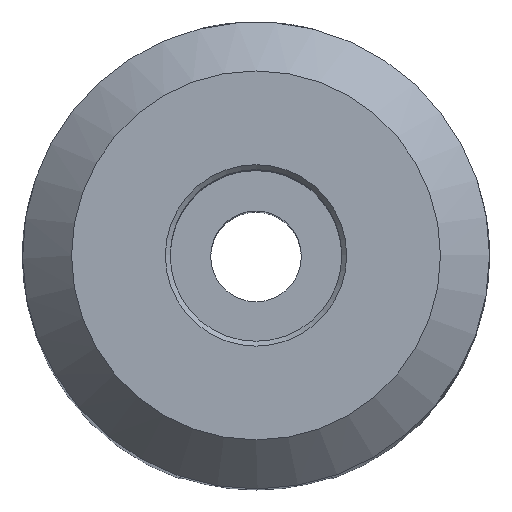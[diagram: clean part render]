
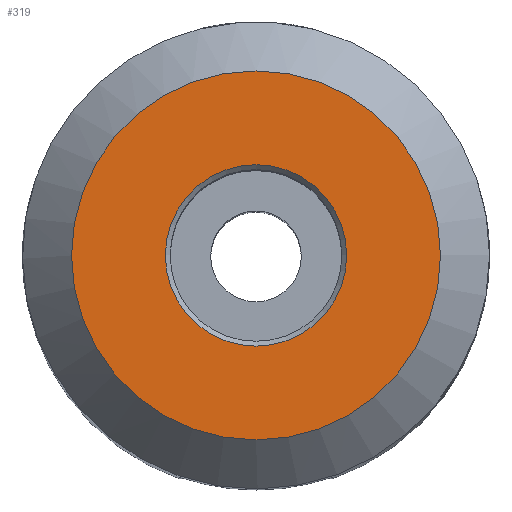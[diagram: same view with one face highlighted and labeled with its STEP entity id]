
A CAD part, top view. The second image highlights one B-rep face of the part: STEP entity #319.
In plain terms, the highlighted planar face has unit normal (0, 0, 1).
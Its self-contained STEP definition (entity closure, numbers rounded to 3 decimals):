
#78 = VERTEX_POINT ( 'NONE', #1017 ) ;
#79 = CARTESIAN_POINT ( 'NONE',  ( 0., 0., 65. ) ) ;
#95 = ORIENTED_EDGE ( 'NONE', *, *, #296, .T. ) ;
#177 = CARTESIAN_POINT ( 'NONE',  ( 0., 0., 65. ) ) ;
#178 = DIRECTION ( 'NONE',  ( 1., 0., 0. ) ) ;
#201 = AXIS2_PLACEMENT_3D ( 'NONE', #177, #921, #521 ) ;
#296 = EDGE_CURVE ( 'NONE', #1099, #1099, #862, .T. ) ;
#319 = ADVANCED_FACE ( 'NONE', ( #605, #584 ), #945, .T. ) ;
#321 = CARTESIAN_POINT ( 'NONE',  ( 7.525, 0., 65. ) ) ;
#424 = EDGE_CURVE ( 'NONE', #78, #78, #456, .T. ) ;
#456 = CIRCLE ( 'NONE', #1075, 3.7 ) ;
#521 = DIRECTION ( 'NONE',  ( 1., 0., 0. ) ) ;
#584 = FACE_OUTER_BOUND ( 'NONE', #924, .T. ) ;
#605 = FACE_BOUND ( 'NONE', #1109, .T. ) ;
#631 = DIRECTION ( 'NONE',  ( 0., 0., -1. ) ) ;
#679 = DIRECTION ( 'NONE',  ( 0., 0., 1. ) ) ;
#685 = AXIS2_PLACEMENT_3D ( 'NONE', #79, #679, #1023 ) ;
#753 = ORIENTED_EDGE ( 'NONE', *, *, #424, .T. ) ;
#857 = CARTESIAN_POINT ( 'NONE',  ( 0., 0., 65. ) ) ;
#862 = CIRCLE ( 'NONE', #685, 7.525 ) ;
#921 = DIRECTION ( 'NONE',  ( 0., 0., 1. ) ) ;
#924 = EDGE_LOOP ( 'NONE', ( #95 ) ) ;
#945 = PLANE ( 'NONE',  #201 ) ;
#1017 = CARTESIAN_POINT ( 'NONE',  ( 3.7, 0., 65. ) ) ;
#1023 = DIRECTION ( 'NONE',  ( 1., 0., 0. ) ) ;
#1075 = AXIS2_PLACEMENT_3D ( 'NONE', #857, #631, #178 ) ;
#1099 = VERTEX_POINT ( 'NONE', #321 ) ;
#1109 = EDGE_LOOP ( 'NONE', ( #753 ) ) ;
